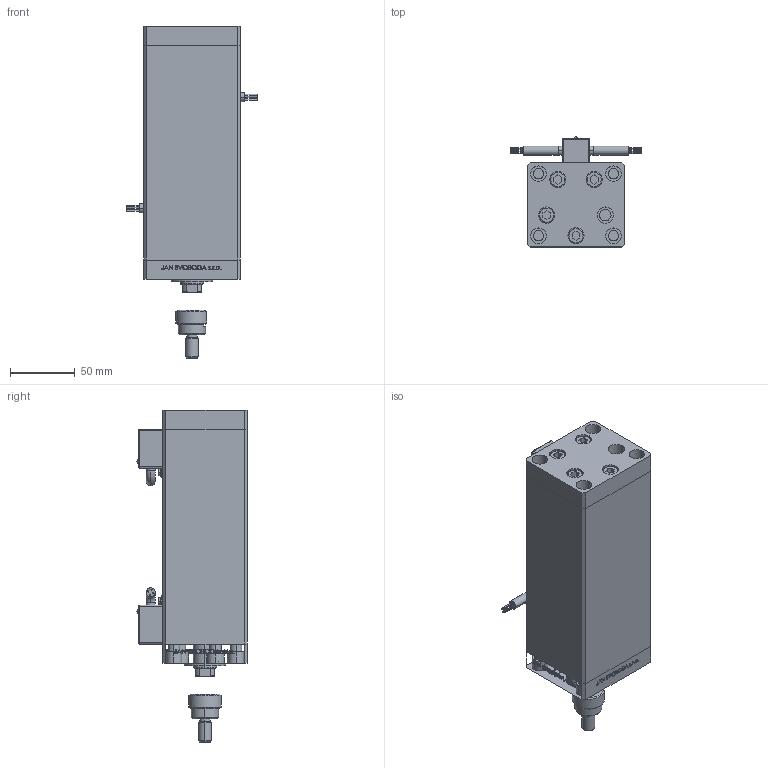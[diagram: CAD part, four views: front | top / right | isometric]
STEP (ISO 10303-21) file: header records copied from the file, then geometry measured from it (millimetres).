
FILE_DESCRIPTION (( 'STEP AP203' ), '1' );
FILE_NAME ('b6ff.STEP', '2024-01-08T16:31:17', ( '' ), ( '' ), 'SwSTEP 2.0', 'SolidWorks 2019', '' );
FILE_SCHEMA (( 'CONFIG_CONTROL_DESIGN' ));
Length unit declared in the file: millimetre
Products named in the file (9): V220C_VC_C 5cf7af2132872efdba086a967cb169d1; V220C_C MIDDLE 5cf7af2132872efdba086a967cb169d1; ALLEN BOLT 5cf7af2132872efdba086a967cb169d1; DFA 5cf7af2132872efdba086a967cb169d1; V220C FRONT 5cf7af2132872efdba086a967cb169d1; FEMALE_PART_FOR_DFA 5cf7af2132872efdba086a967cb169d1; b6ff; V220C BACK_C 5cf7af2132872efdba086a967cb169d1; Magnetic_Switch_MSU4 5cf7af2132872efdba086a967cb169d1
Assembly tree (17 placements, depth 3):
  b6ff
    ALLEN BOLT 5cf7af2132872efdba086a967cb169d1  x9
    V220C_C MIDDLE 5cf7af2132872efdba086a967cb169d1
    V220C FRONT 5cf7af2132872efdba086a967cb169d1
    Magnetic_Switch_MSU4 5cf7af2132872efdba086a967cb169d1  x2
    V220C_VC_C 5cf7af2132872efdba086a967cb169d1
    V220C BACK_C 5cf7af2132872efdba086a967cb169d1
    DFA 5cf7af2132872efdba086a967cb169d1
      FEMALE_PART_FOR_DFA 5cf7af2132872efdba086a967cb169d1
Bounding box: 101.6 x 85.1 x 256.8 mm (x, y, z)
Volume: 776073.6 mm3; surface area: 174583 mm2
Topology: 15 solids, 18 shells, 1410 faces, 3407 edges, 2204 vertices
Faces by surface type: plane 634, bspline 380, cylinder 266, cone 58, torus 48, sphere 24
Entity records: 53489 total; most frequent: CARTESIAN_POINT 27365, ORIENTED_EDGE 5652, DIRECTION 4020, EDGE_CURVE 2826, VERTEX_POINT 1862, VECTOR 1610, LINE 1610, EDGE_LOOP 1330
